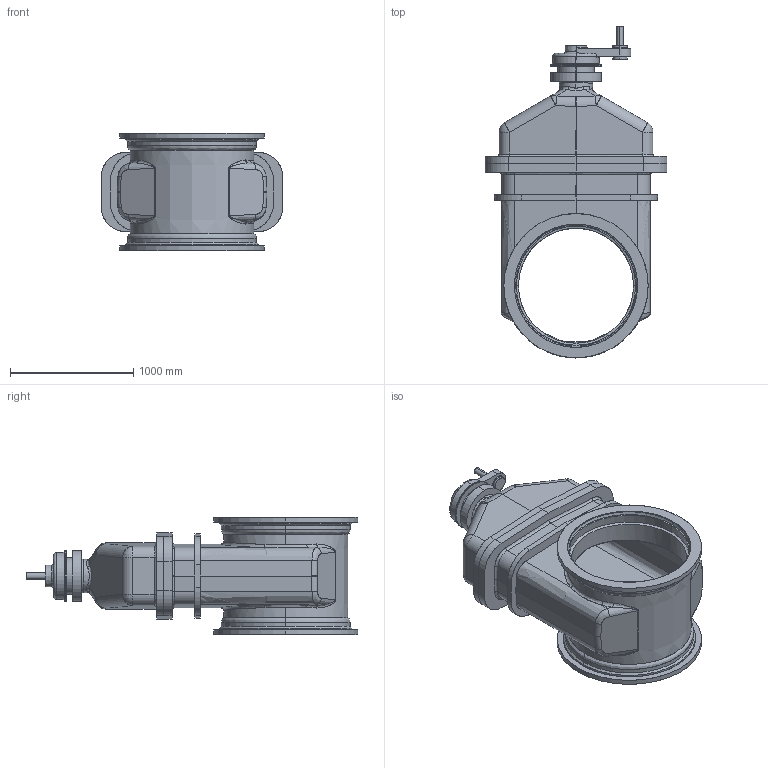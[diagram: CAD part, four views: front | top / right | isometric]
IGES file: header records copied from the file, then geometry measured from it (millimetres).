
Start section: SolidWorks IGES file using analytic representation for surfaces
Global section: file name: 36 MM Spur.IGS; native system: SolidWorks 2018; preprocessor: SolidWorks 2018; author: shasan; date: 200826.112928; units: inch
Bounding box: 1473.2 x 2688.84 x 952.5 mm (x, y, z)
Surface area: 17421159.7 mm2 (no closed solid volume)
Topology: 0 solids, 0 shells, 346 faces, 5968 edges, 5968 vertices
Faces by surface type: revolution 175, bspline 171
